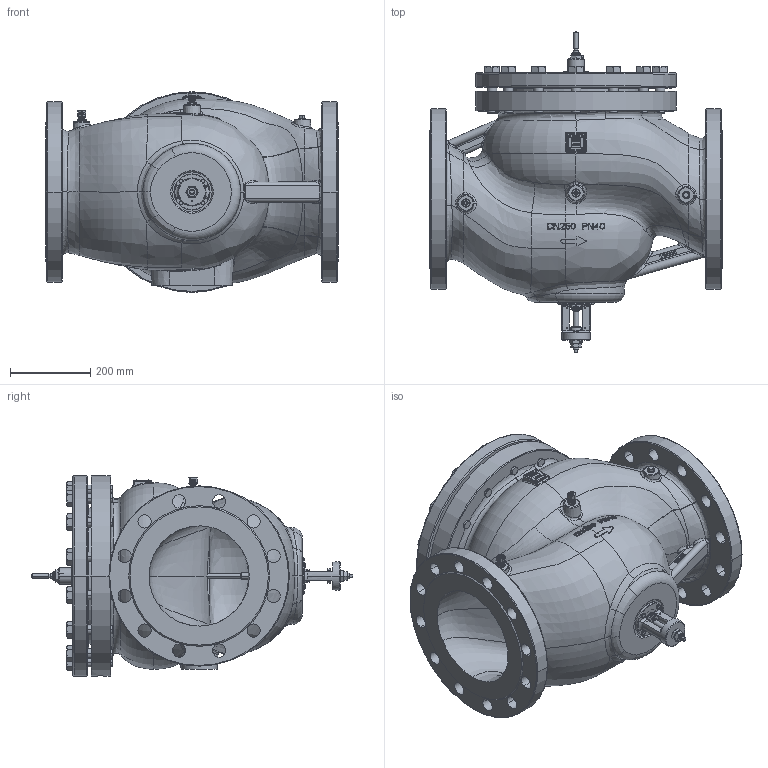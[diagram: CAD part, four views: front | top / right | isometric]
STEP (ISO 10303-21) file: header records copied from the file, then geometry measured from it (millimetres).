
FILE_DESCRIPTION((''),'2;1');
FILE_NAME('065B5590_VFQ22_DN250_PN40_ASM','2023-03-31T17:12:45',('U384264'),('Danfoss'),'CREO PARAMETRIC BY PTC INC, 2022124','CREO PARAMETRIC BY PTC INC, 2022124','');
FILE_SCHEMA(('AUTOMOTIVE_DESIGN { 1 0 10303 214 1 1 1 1 }'));
Products named in the file (33): 88650690_VALVE_B_VFQM_DN250_PN4; 88650900_VALVE_C_VFG_DN250_PN40; HEX_SCREW_DIN931_M24X100; 88652450_CONICAL_INS_DN250; 54590640; 88651450_CON_INS_SUB_DN250_ASM; 88652240_VFG_STEM_DN250; 88653440_VFQ_YOKE_DN200-250; HEX_SCREW_DIN933_M06X18; 88653480_FLOW_SCALE_VFQ_DN250; 51817881_SCREW_SF_M3X5; LABEL_PLATE_37X37; 5589607; 88654430_CV_P_H_REW_SUB_DN250_ASM; 88652330_STUFFING_BOX_DN150_250; 3220149; O-RING15_54X2_62; 88652960_CV_PISTON_H_SUB_DN250_ASM; 88653420_VFQ_STEM_DN200-250; 88653400_Q-PISTON_SUB_DN250_ASM; 88653430_YOKE_INSERT_DN200-250; 88653450_VFQ_YOKE_INSERT_LOCK; HEX_SCREW_DIN912_M3X12; HEX_NUT_DIN934_BN118_M14X1_5; 51817290_M5_ZATIC; 54540510; WALTER_CONNECTION; WALTER_PROFILE_RING; WALTER_CONNECTION_NUT; 8863078_ASM; 188610240; 88652810_POINTER_VFQ; 065B5590_VFQ22_DN250_PN40_ASM
Assembly tree (57 placements, depth 3):
  065B5590_VFQ22_DN250_PN40_ASM
    88650690_VALVE_B_VFQM_DN250_PN4
    88650900_VALVE_C_VFG_DN250_PN40
    HEX_SCREW_DIN931_M24X100  x14
    88651450_CON_INS_SUB_DN250_ASM
      88652450_CONICAL_INS_DN250
      54590640
    88652240_VFG_STEM_DN250
    88653440_VFQ_YOKE_DN200-250
    HEX_SCREW_DIN933_M06X18  x4
    88653480_FLOW_SCALE_VFQ_DN250
    51817881_SCREW_SF_M3X5  x2
    LABEL_PLATE_37X37
    5589607  x4
    88652960_CV_PISTON_H_SUB_DN250_ASM
      88654430_CV_P_H_REW_SUB_DN250_ASM
      88652330_STUFFING_BOX_DN150_250
      3220149
      O-RING15_54X2_62
    88653400_Q-PISTON_SUB_DN250_ASM
      88653420_VFQ_STEM_DN200-250
    88653430_YOKE_INSERT_DN200-250
    88653450_VFQ_YOKE_INSERT_LOCK  x2
    HEX_SCREW_DIN912_M3X12  x2
    HEX_NUT_DIN934_BN118_M14X1_5
    51817290_M5_ZATIC
    54540510  x3
    8863078_ASM  x2
      WALTER_CONNECTION
      WALTER_PROFILE_RING
      WALTER_CONNECTION_NUT
    188610240
    88652810_POINTER_VFQ
Bounding box: 730 x 802.65 x 500 mm (x, y, z)
Volume: 49189377.2 mm3; surface area: 3761510.5 mm2
Topology: 54 solids, 54 shells, 4341 faces, 10945 edges, 6863 vertices
Faces by surface type: plane 2315, cylinder 752, cone 547, bspline 379, torus 233, extrusion 89, sphere 20, revolution 6
Entity records: 160622 total; most frequent: CARTESIAN_POINT 63295, ORIENTED_EDGE 18254, DIRECTION 15071, EDGE_CURVE 9127, VERTEX_POINT 5825, AXIS2_PLACEMENT_3D 5048, VECTOR 4969, LINE 4880
